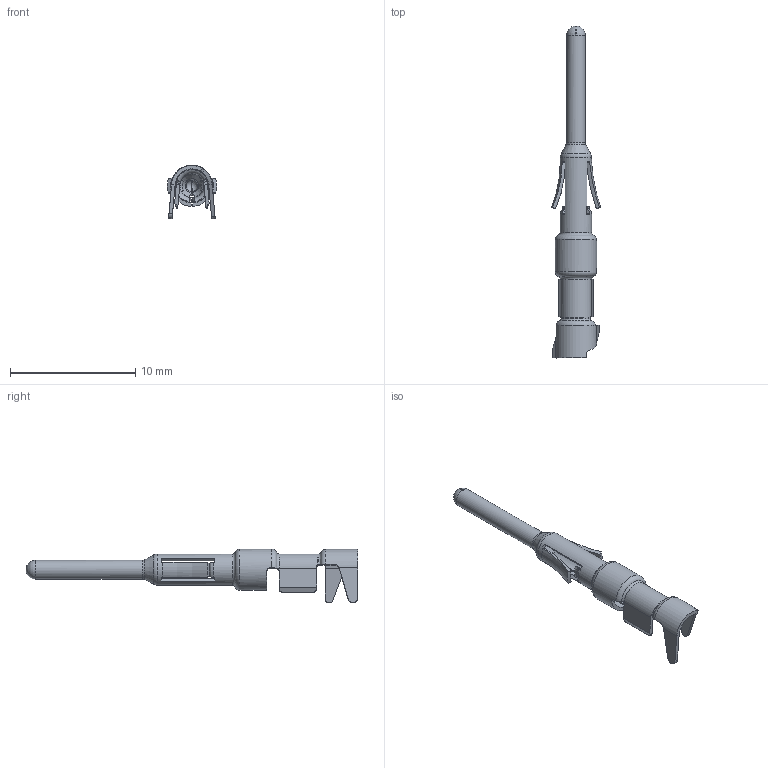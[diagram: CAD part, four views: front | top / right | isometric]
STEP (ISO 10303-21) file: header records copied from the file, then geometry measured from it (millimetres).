
FILE_DESCRIPTION((''),'2;1');
FILE_NAME('CDSM-1_5P','2017-05-27T',('tl.yang'),(''),'PRO/ENGINEER BY PARAMETRIC TECHNOLOGY CORPORATION, 2011500','PRO/ENGINEER BY PARAMETRIC TECHNOLOGY CORPORATION, 2011500','');
FILE_SCHEMA(('CONFIG_CONTROL_DESIGN'));
Length unit declared in the file: millimetre
Products named in the file (1): CDSM-1_5P
Bounding box: 3.93 x 26.5 x 4.3 mm (x, y, z)
Volume: 41.1 mm3; surface area: 329.4 mm2
Topology: 1 solids, 1 shells, 186 faces, 488 edges, 298 vertices
Faces by surface type: plane 78, bspline 44, torus 30, cylinder 27, cone 4, sphere 3
Entity records: 7450 total; most frequent: CARTESIAN_POINT 3112, ORIENTED_EDGE 968, DIRECTION 805, EDGE_CURVE 484, AXIS2_PLACEMENT_3D 300, VERTEX_POINT 298, VECTOR 205, LINE 205
